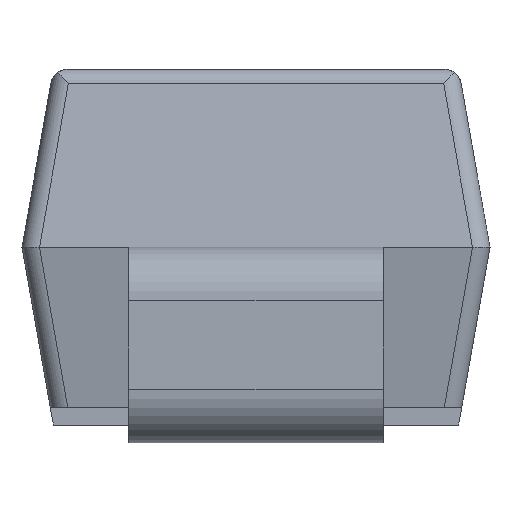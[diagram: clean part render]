
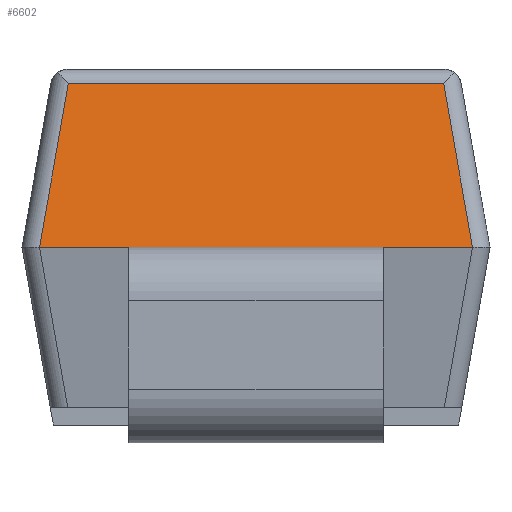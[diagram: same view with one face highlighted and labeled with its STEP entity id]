
A CAD part, left-side view. The second image highlights one B-rep face of the part: STEP entity #6602.
In plain terms, the highlighted planar face has unit normal (-0.985, 0, 0.174).
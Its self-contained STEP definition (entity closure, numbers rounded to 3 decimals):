
#158 = LINE ( 'NONE', #7017, #6297 ) ;
#486 = ORIENTED_EDGE ( 'NONE', *, *, #10127, .T. ) ;
#1158 = ORIENTED_EDGE ( 'NONE', *, *, #5243, .T. ) ;
#1618 = DIRECTION ( 'NONE',  ( 0., -1., 0. ) ) ;
#1787 = VECTOR ( 'NONE', #14926, 1000. ) ;
#1848 = DIRECTION ( 'NONE',  ( 0.174, 0., 0.985 ) ) ;
#2017 = CARTESIAN_POINT ( 'NONE',  ( -2.163, 1.219, -0.016 ) ) ;
#2348 = CARTESIAN_POINT ( 'NONE',  ( -2.16, 1.315, 0. ) ) ;
#2627 = LINE ( 'NONE', #17274, #1787 ) ;
#3680 = EDGE_CURVE ( 'NONE', #12342, #18649, #158, .T. ) ;
#3684 = DIRECTION ( 'NONE',  ( -0.171, 0.171, -0.97 ) ) ;
#4302 = VECTOR ( 'NONE', #3684, 1000. ) ;
#4671 = VERTEX_POINT ( 'NONE', #7401 ) ;
#4733 = VERTEX_POINT ( 'NONE', #12010 ) ;
#5243 = EDGE_CURVE ( 'NONE', #4733, #4671, #18006, .T. ) ;
#6297 = VECTOR ( 'NONE', #1618, 1000. ) ;
#6602 = ADVANCED_FACE ( 'NONE', ( #10602 ), #7455, .T. ) ;
#6773 = EDGE_CURVE ( 'NONE', #18322, #4733, #11975, .T. ) ;
#7017 = CARTESIAN_POINT ( 'NONE',  ( -2.16, 1.315, 0. ) ) ;
#7229 = DIRECTION ( 'NONE',  ( -0.985, 0., 0.174 ) ) ;
#7401 = CARTESIAN_POINT ( 'NONE',  ( -2.16, 1.217, 0. ) ) ;
#7455 = PLANE ( 'NONE',  #17648 ) ;
#7876 = ORIENTED_EDGE ( 'NONE', *, *, #6773, .T. ) ;
#7986 = CARTESIAN_POINT ( 'NONE',  ( -1.998, -1.055, 0.917 ) ) ;
#8467 = DIRECTION ( 'NONE',  ( 0., -1., 0. ) ) ;
#8515 = EDGE_CURVE ( 'NONE', #22242, #18322, #2627, .T. ) ;
#10127 = EDGE_CURVE ( 'NONE', #18649, #22242, #18685, .T. ) ;
#10602 = FACE_OUTER_BOUND ( 'NONE', #21449, .T. ) ;
#11538 = CARTESIAN_POINT ( 'NONE',  ( -2.16, -0.715, 0. ) ) ;
#11975 = LINE ( 'NONE', #17680, #21153 ) ;
#12010 = CARTESIAN_POINT ( 'NONE',  ( -1.998, 1.055, 0.917 ) ) ;
#12076 = LINE ( 'NONE', #15652, #17271 ) ;
#12342 = VERTEX_POINT ( 'NONE', #17437 ) ;
#13892 = ORIENTED_EDGE ( 'NONE', *, *, #8515, .T. ) ;
#14154 = ORIENTED_EDGE ( 'NONE', *, *, #18845, .T. ) ;
#14165 = CARTESIAN_POINT ( 'NONE',  ( -2.16, -1.217, 0. ) ) ;
#14721 = ORIENTED_EDGE ( 'NONE', *, *, #3680, .T. ) ;
#14926 = DIRECTION ( 'NONE',  ( 0.171, 0.171, 0.97 ) ) ;
#15231 = VECTOR ( 'NONE', #16666, 1000. ) ;
#15652 = CARTESIAN_POINT ( 'NONE',  ( -2.16, 1.315, 0. ) ) ;
#16666 = DIRECTION ( 'NONE',  ( 0., -1., 0. ) ) ;
#17271 = VECTOR ( 'NONE', #8467, 1000. ) ;
#17274 = CARTESIAN_POINT ( 'NONE',  ( -2.086, -1.142, 0.42 ) ) ;
#17437 = CARTESIAN_POINT ( 'NONE',  ( -2.16, 0.715, 0. ) ) ;
#17648 = AXIS2_PLACEMENT_3D ( 'NONE', #23451, #7229, #1848 ) ;
#17680 = CARTESIAN_POINT ( 'NONE',  ( -1.998, 1.139, 0.917 ) ) ;
#18006 = LINE ( 'NONE', #2017, #4302 ) ;
#18322 = VERTEX_POINT ( 'NONE', #7986 ) ;
#18649 = VERTEX_POINT ( 'NONE', #11538 ) ;
#18685 = LINE ( 'NONE', #2348, #15231 ) ;
#18845 = EDGE_CURVE ( 'NONE', #4671, #12342, #12076, .T. ) ;
#21032 = DIRECTION ( 'NONE',  ( 0., 1., 0. ) ) ;
#21153 = VECTOR ( 'NONE', #21032, 1000. ) ;
#21449 = EDGE_LOOP ( 'NONE', ( #7876, #1158, #14154, #14721, #486, #13892 ) ) ;
#22242 = VERTEX_POINT ( 'NONE', #14165 ) ;
#23451 = CARTESIAN_POINT ( 'NONE',  ( -2.16, 1.315, 0. ) ) ;
